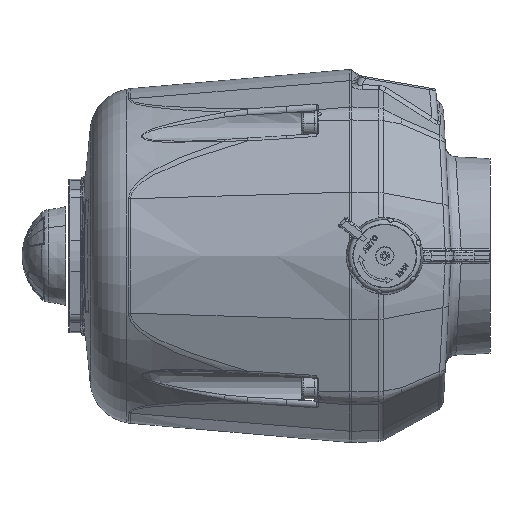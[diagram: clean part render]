
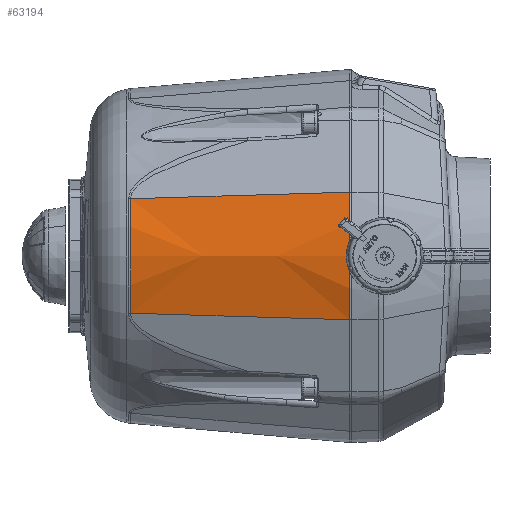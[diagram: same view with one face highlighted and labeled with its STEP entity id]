
A CAD part, left-side view. The second image highlights one B-rep face of the part: STEP entity #63194.
In plain terms, the highlighted conical face has half-angle 5 degrees and reference radius 85 mm.
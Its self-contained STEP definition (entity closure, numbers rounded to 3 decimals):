
#511 = CARTESIAN_POINT ( 'NONE',  ( -71.579, 140.673, -26.06 ) ) ;
#1467 = VECTOR ( 'NONE', #49417, 1000. ) ;
#2167 = EDGE_CURVE ( 'NONE', #47159, #38374, #58988, .T. ) ;
#7455 = VECTOR ( 'NONE', #60407, 1000. ) ;
#7886 = ORIENTED_EDGE ( 'NONE', *, *, #32763, .F. ) ;
#14224 = LINE ( 'NONE', #43971, #1467 ) ;
#21063 = CARTESIAN_POINT ( 'NONE',  ( 0., 39.8, 0. ) ) ;
#21813 = VERTEX_POINT ( 'NONE', #511 ) ;
#22303 = CARTESIAN_POINT ( 'NONE',  ( -79.871, 39.8, 29.079 ) ) ;
#27618 = AXIS2_PLACEMENT_3D ( 'NONE', #35896, #56527, #40633 ) ;
#30372 = CARTESIAN_POINT ( 'NONE',  ( -79.768, 41.061, 29.041 ) ) ;
#32763 = EDGE_CURVE ( 'NONE', #66214, #38374, #37240, .T. ) ;
#35159 = FACE_OUTER_BOUND ( 'NONE', #38458, .T. ) ;
#35198 = DIRECTION ( 'NONE',  ( 0., 0., -1. ) ) ;
#35896 = CARTESIAN_POINT ( 'NONE',  ( 0., 41.061, 0. ) ) ;
#37240 = LINE ( 'NONE', #22303, #7455 ) ;
#38374 = VERTEX_POINT ( 'NONE', #30372 ) ;
#38458 = EDGE_LOOP ( 'NONE', ( #7886, #50154, #46054, #41942 ) ) ;
#38498 = CARTESIAN_POINT ( 'NONE',  ( -79.768, 41.061, -29.041 ) ) ;
#40633 = DIRECTION ( 'NONE',  ( 0., 0., -1. ) ) ;
#41942 = ORIENTED_EDGE ( 'NONE', *, *, #2167, .T. ) ;
#43971 = CARTESIAN_POINT ( 'NONE',  ( -79.871, 39.8, -29.079 ) ) ;
#44446 = CONICAL_SURFACE ( 'NONE', #69587, 85., 0.087 ) ;
#44994 = AXIS2_PLACEMENT_3D ( 'NONE', #56068, #51313, #35198 ) ;
#46054 = ORIENTED_EDGE ( 'NONE', *, *, #66620, .T. ) ;
#47159 = VERTEX_POINT ( 'NONE', #38498 ) ;
#49417 = DIRECTION ( 'NONE',  ( -0.082, -0.996, -0.03 ) ) ;
#50154 = ORIENTED_EDGE ( 'NONE', *, *, #52293, .T. ) ;
#51313 = DIRECTION ( 'NONE',  ( 0., -1., 0. ) ) ;
#51621 = CARTESIAN_POINT ( 'NONE',  ( -71.579, 140.673, 26.06 ) ) ;
#52293 = EDGE_CURVE ( 'NONE', #66214, #21813, #69958, .T. ) ;
#53168 = DIRECTION ( 'NONE',  ( 0., 0., 1. ) ) ;
#56068 = CARTESIAN_POINT ( 'NONE',  ( 0., 140.673, 0. ) ) ;
#56527 = DIRECTION ( 'NONE',  ( 0., 1., 0. ) ) ;
#58988 = CIRCLE ( 'NONE', #27618, 84.89 ) ;
#60407 = DIRECTION ( 'NONE',  ( -0.082, -0.996, 0.03 ) ) ;
#63194 = ADVANCED_FACE ( 'NONE', ( #35159 ), #44446, .T. ) ;
#66214 = VERTEX_POINT ( 'NONE', #51621 ) ;
#66620 = EDGE_CURVE ( 'NONE', #21813, #47159, #14224, .T. ) ;
#69587 = AXIS2_PLACEMENT_3D ( 'NONE', #21063, #69893, #53168 ) ;
#69893 = DIRECTION ( 'NONE',  ( 0., -1., 0. ) ) ;
#69958 = CIRCLE ( 'NONE', #44994, 76.175 ) ;
